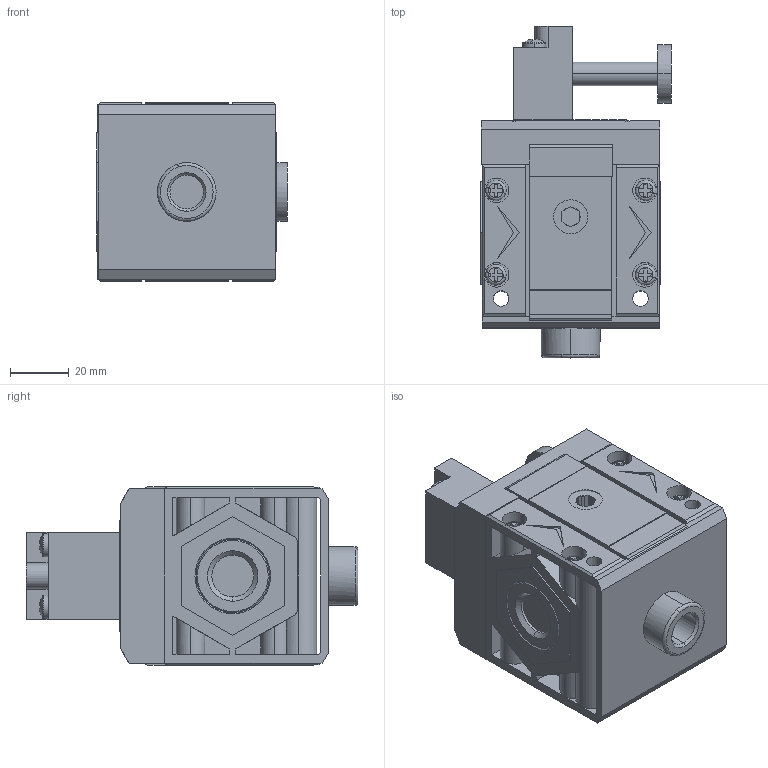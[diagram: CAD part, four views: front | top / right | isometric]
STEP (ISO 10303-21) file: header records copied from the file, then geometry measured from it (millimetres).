
FILE_DESCRIPTION (( 'STEP AP203' ), '1' );
FILE_NAME ('5U23V703.step', '2023-05-17T14:43:28', ( '' ), ( '' ), 'SwSTEP 2.0', 'SolidWorks 2021', '' );
FILE_SCHEMA (( 'CONFIG_CONTROL_DESIGN' ));
Length unit declared in the file: inch
Products named in the file (1): 5U23V703
Bounding box: 65.1 x 113.2 x 61 mm (x, y, z)
Volume: 252254.4 mm3; surface area: 72260.7 mm2
Topology: 13 solids, 13 shells, 858 faces, 2293 edges, 1524 vertices
Faces by surface type: plane 468, cylinder 248, cone 72, bspline 70
Entity records: 30238 total; most frequent: CARTESIAN_POINT 8734, ORIENTED_EDGE 4586, DIRECTION 4375, EDGE_CURVE 2293, VERTEX_POINT 1524, AXIS2_PLACEMENT_3D 1513, LINE 1349, VECTOR 1349
